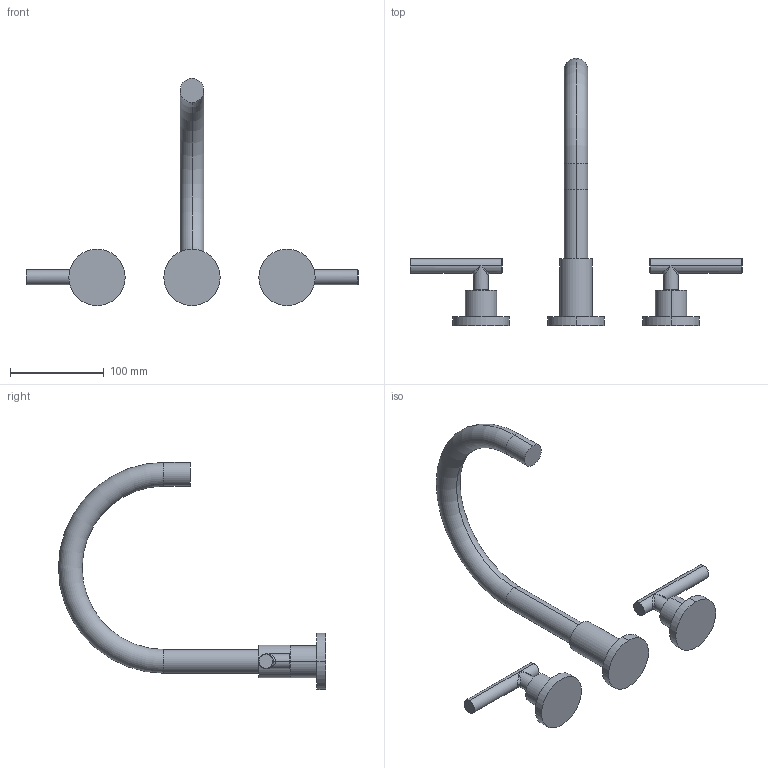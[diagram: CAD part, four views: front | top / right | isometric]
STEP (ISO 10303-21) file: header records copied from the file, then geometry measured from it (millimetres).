
FILE_DESCRIPTION((''),'2;1');
FILE_NAME('9901L','2021-03-05T17:01:12',('rsmith'),(''),'CREO PARAMETRIC BY PTC INC, 2018400','CREO PARAMETRIC BY PTC INC, 2018400','');
FILE_SCHEMA(('AUTOMOTIVE_DESIGN { 1 0 10303 214 1 1 1 1 }'));
Length unit declared in the file: inch
Products named in the file (1): 9901L
Bounding box: 355.04 x 285.69 x 242.89 mm (x, y, z)
Volume: 461530.8 mm3; surface area: 83142.1 mm2
Topology: 5 solids, 5 shells, 60 faces, 110 edges, 64 vertices
Faces by surface type: cylinder 26, plane 16, cone 8, bspline 8, torus 2
Entity records: 3320 total; most frequent: CARTESIAN_POINT 1168, DIRECTION 256, ORIENTED_EDGE 220, PRESENTATION_STYLE_ASSIGNMENT 165, COLOUR_RGB 150, STYLED_ITEM 115, AXIS2_PLACEMENT_3D 110, CURVE_STYLE 110
